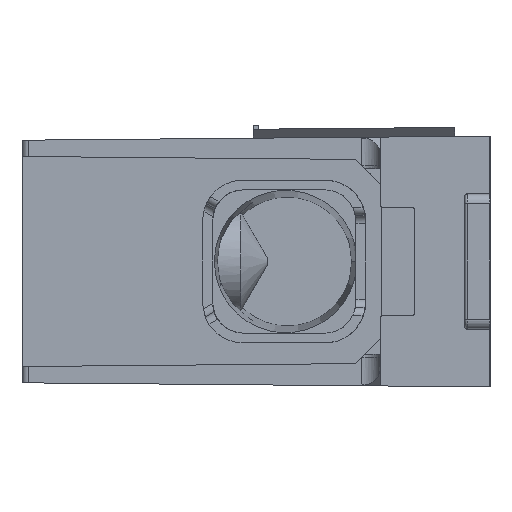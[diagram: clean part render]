
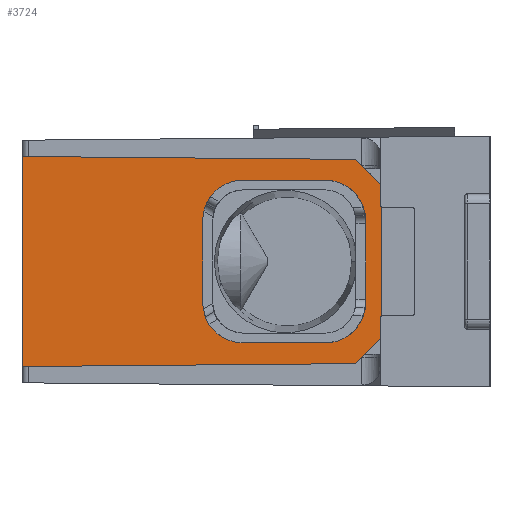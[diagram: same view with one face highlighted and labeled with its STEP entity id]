
A CAD part, left-side view. The second image highlights one B-rep face of the part: STEP entity #3724.
In plain terms, the highlighted planar face has unit normal (-1, 0.009, 0).
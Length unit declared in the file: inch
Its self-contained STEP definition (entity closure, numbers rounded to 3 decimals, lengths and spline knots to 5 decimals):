
#21 = PLANE ( 'NONE',  #7246 ) ;
#81 = CARTESIAN_POINT ( 'NONE',  ( -1.4327, 1.76257, -0.25 ) ) ;
#82 = DIRECTION ( 'NONE',  ( -0.009, -1., 0. ) ) ;
#91 = DIRECTION ( 'NONE',  ( 0.006, 0.707, 0.707 ) ) ;
#92 = CARTESIAN_POINT ( 'NONE',  ( -1.43185, 1.85955, 1.66099 ) ) ;
#93 = DIRECTION ( 'NONE',  ( 0.009, 1., -0.009 ) ) ;
#94 = CARTESIAN_POINT ( 'NONE',  ( -1.44228, 0.66424, -0.62564 ) ) ;
#160 = DIRECTION ( 'NONE',  ( 0., 0., -1. ) ) ;
#175 = DIRECTION ( 'NONE',  ( 0.009, 1., 0. ) ) ;
#176 = DIRECTION ( 'NONE',  ( -1., 0.009, 0. ) ) ;
#177 = CARTESIAN_POINT ( 'NONE',  ( -1.43488, 1.51258, 0.25 ) ) ;
#198 = DIRECTION ( 'NONE',  ( 0.009, 1., 0. ) ) ;
#200 = CARTESIAN_POINT ( 'NONE',  ( -1.43488, 1.51258, 0.5 ) ) ;
#201 = DIRECTION ( 'NONE',  ( -0.009, -1., 0. ) ) ;
#202 = CARTESIAN_POINT ( 'NONE',  ( -1.43924, 1.0126, -0.25 ) ) ;
#203 = DIRECTION ( 'NONE',  ( -1., 0.009, 0. ) ) ;
#204 = CARTESIAN_POINT ( 'NONE',  ( -1.43488, 1.51258, -0.5 ) ) ;
#205 = DIRECTION ( 'NONE',  ( -0.009, -1., 0. ) ) ;
#206 = DIRECTION ( 'NONE',  ( -1., 0.009, 0. ) ) ;
#207 = CARTESIAN_POINT ( 'NONE',  ( -1.43924, 1.0126, 0.25 ) ) ;
#210 = DIRECTION ( 'NONE',  ( -1., 0.009, 0. ) ) ;
#211 = DIRECTION ( 'NONE',  ( -0.009, -1., 0. ) ) ;
#223 = CARTESIAN_POINT ( 'NONE',  ( -1.43488, 1.51258, -0.25 ) ) ;
#227 = CARTESIAN_POINT ( 'NONE',  ( -1.44142, 0.76261, -0.25 ) ) ;
#228 = DIRECTION ( 'NONE',  ( 0., 0., 1. ) ) ;
#229 = DIRECTION ( 'NONE',  ( 0., 0., -1. ) ) ;
#230 = CARTESIAN_POINT ( 'NONE',  ( -1.44228, 0.66424, 0.62564 ) ) ;
#241 = DIRECTION ( 'NONE',  ( -0.006, -0.701, 0.713 ) ) ;
#243 = CARTESIAN_POINT ( 'NONE',  ( -1.43764, 1.19613, -1.0055 ) ) ;
#292 = DIRECTION ( 'NONE',  ( -0.009, -1., -0.009 ) ) ;
#293 = CARTESIAN_POINT ( 'NONE',  ( -1.42298, 2.87556, 0.64494 ) ) ;
#977 = CARTESIAN_POINT ( 'NONE',  ( -1.423, 2.874, 0.77 ) ) ;
#978 = DIRECTION ( 'NONE',  ( 0., 0., 1. ) ) ;
#1353 = CARTESIAN_POINT ( 'NONE',  ( -1.423, 2.874, 0.64493 ) ) ;
#1448 = CARTESIAN_POINT ( 'NONE',  ( -1.423, 2.874, -0.64493 ) ) ;
#2490 = DIRECTION ( 'NONE',  ( -1., 0.009, 0. ) ) ;
#2491 = DIRECTION ( 'NONE',  ( 0.009, 1., 0. ) ) ;
#2724 = CARTESIAN_POINT ( 'NONE',  ( -1.44142, 0.76261, 0.25 ) ) ;
#2736 = CARTESIAN_POINT ( 'NONE',  ( -1.44142, 0.76261, -0.25 ) ) ;
#2818 = CARTESIAN_POINT ( 'NONE',  ( -1.43488, 1.51258, -0.5 ) ) ;
#2819 = CARTESIAN_POINT ( 'NONE',  ( -1.43924, 1.0126, -0.5 ) ) ;
#2820 = CARTESIAN_POINT ( 'NONE',  ( -1.43488, 1.51258, 0.5 ) ) ;
#2821 = CARTESIAN_POINT ( 'NONE',  ( -1.44088, 0.82423, -0.62704 ) ) ;
#2822 = CARTESIAN_POINT ( 'NONE',  ( -1.43924, 1.0126, 0.5 ) ) ;
#2825 = CARTESIAN_POINT ( 'NONE',  ( -1.44087, 0.82564, 0.62705 ) ) ;
#2826 = CARTESIAN_POINT ( 'NONE',  ( -1.44228, 0.66424, -0.46422 ) ) ;
#2827 = CARTESIAN_POINT ( 'NONE',  ( -1.44228, 0.66424, 0.46564 ) ) ;
#2844 = CARTESIAN_POINT ( 'NONE',  ( -1.4327, 1.76257, -0.25 ) ) ;
#2847 = CARTESIAN_POINT ( 'NONE',  ( -1.4327, 1.76257, 0.25 ) ) ;
#3526 = EDGE_CURVE ( 'NONE', #4369, #4368, #6065, .T. ) ;
#3527 = EDGE_CURVE ( 'NONE', #4369, #4367, #6066, .T. ) ;
#3528 = EDGE_CURVE ( 'NONE', #4363, #5284, #6067, .T. ) ;
#3529 = EDGE_CURVE ( 'NONE', #5189, #4367, #6068, .T. ) ;
#3530 = EDGE_CURVE ( 'NONE', #4363, #4368, #6069, .T. ) ;
#3531 = EDGE_CURVE ( 'NONE', #4266, #4364, #8150, .T. ) ;
#3532 = EDGE_CURVE ( 'NONE', #4389, #4386, #6070, .T. ) ;
#3538 = EDGE_CURVE ( 'NONE', #4386, #4360, #8157, .T. ) ;
#3539 = EDGE_CURVE ( 'NONE', #4360, #4361, #6076, .T. ) ;
#3540 = EDGE_CURVE ( 'NONE', #4361, #4278, #8162, .T. ) ;
#3541 = EDGE_CURVE ( 'NONE', #4364, #4362, #6077, .T. ) ;
#3543 = EDGE_CURVE ( 'NONE', #4362, #4389, #8165, .T. ) ;
#3562 = EDGE_CURVE ( 'NONE', #4278, #4266, #6094, .T. ) ;
#3724 = ADVANCED_FACE ( 'NONE', ( #6210, #6211 ), #21, .T. ) ;
#3855 = VECTOR ( 'NONE', #978, 39.37008 ) ;
#4153 = EDGE_LOOP ( 'NONE', ( #4186, #4188, #4187, #4189, #4190, #4191 ) ) ;
#4154 = EDGE_LOOP ( 'NONE', ( #4192, #4194, #4193, #4195, #4197, #4196, #4198, #4199 ) ) ;
#4186 = ORIENTED_EDGE ( 'NONE', *, *, #3526, .F. ) ;
#4187 = ORIENTED_EDGE ( 'NONE', *, *, #3529, .F. ) ;
#4188 = ORIENTED_EDGE ( 'NONE', *, *, #3527, .T. ) ;
#4189 = ORIENTED_EDGE ( 'NONE', *, *, #4876, .F. ) ;
#4190 = ORIENTED_EDGE ( 'NONE', *, *, #3528, .F. ) ;
#4191 = ORIENTED_EDGE ( 'NONE', *, *, #3530, .T. ) ;
#4192 = ORIENTED_EDGE ( 'NONE', *, *, #3541, .F. ) ;
#4193 = ORIENTED_EDGE ( 'NONE', *, *, #3562, .F. ) ;
#4194 = ORIENTED_EDGE ( 'NONE', *, *, #3531, .F. ) ;
#4195 = ORIENTED_EDGE ( 'NONE', *, *, #3540, .F. ) ;
#4196 = ORIENTED_EDGE ( 'NONE', *, *, #3538, .F. ) ;
#4197 = ORIENTED_EDGE ( 'NONE', *, *, #3539, .F. ) ;
#4198 = ORIENTED_EDGE ( 'NONE', *, *, #3532, .F. ) ;
#4199 = ORIENTED_EDGE ( 'NONE', *, *, #3543, .F. ) ;
#4266 = VERTEX_POINT ( 'NONE', #2724 ) ;
#4278 = VERTEX_POINT ( 'NONE', #2736 ) ;
#4360 = VERTEX_POINT ( 'NONE', #2818 ) ;
#4361 = VERTEX_POINT ( 'NONE', #2819 ) ;
#4362 = VERTEX_POINT ( 'NONE', #2820 ) ;
#4363 = VERTEX_POINT ( 'NONE', #2821 ) ;
#4364 = VERTEX_POINT ( 'NONE', #2822 ) ;
#4367 = VERTEX_POINT ( 'NONE', #2825 ) ;
#4368 = VERTEX_POINT ( 'NONE', #2826 ) ;
#4369 = VERTEX_POINT ( 'NONE', #2827 ) ;
#4386 = VERTEX_POINT ( 'NONE', #2844 ) ;
#4389 = VERTEX_POINT ( 'NONE', #2847 ) ;
#4876 = EDGE_CURVE ( 'NONE', #5284, #5189, #6541, .T. ) ;
#5189 = VERTEX_POINT ( 'NONE', #1353 ) ;
#5284 = VERTEX_POINT ( 'NONE', #1448 ) ;
#6065 = LINE ( 'NONE', #230, #8147 ) ;
#6066 = LINE ( 'NONE', #92, #8148 ) ;
#6067 = LINE ( 'NONE', #94, #8149 ) ;
#6068 = LINE ( 'NONE', #293, #8151 ) ;
#6069 = LINE ( 'NONE', #243, #8152 ) ;
#6070 = LINE ( 'NONE', #81, #8154 ) ;
#6076 = LINE ( 'NONE', #204, #8133 ) ;
#6077 = LINE ( 'NONE', #200, #8164 ) ;
#6094 = LINE ( 'NONE', #227, #8189 ) ;
#6210 = FACE_OUTER_BOUND ( 'NONE', #4153, .T. ) ;
#6211 = FACE_BOUND ( 'NONE', #4154, .T. ) ;
#6541 = LINE ( 'NONE', #977, #3855 ) ;
#6866 = CARTESIAN_POINT ( 'NONE',  ( -1.42298, 2.87556, 0.64494 ) ) ;
#7246 = AXIS2_PLACEMENT_3D ( 'NONE', #6866, #2490, #2491 ) ;
#8133 = VECTOR ( 'NONE', #205, 39.37008 ) ;
#8147 = VECTOR ( 'NONE', #229, 39.37008 ) ;
#8148 = VECTOR ( 'NONE', #91, 39.37008 ) ;
#8149 = VECTOR ( 'NONE', #93, 39.37008 ) ;
#8150 = CIRCLE ( 'NONE', #8153, 0.25 ) ;
#8151 = VECTOR ( 'NONE', #292, 39.37008 ) ;
#8152 = VECTOR ( 'NONE', #241, 39.37008 ) ;
#8153 = AXIS2_PLACEMENT_3D ( 'NONE', #207, #206, #82 ) ;
#8154 = VECTOR ( 'NONE', #160, 39.37008 ) ;
#8157 = CIRCLE ( 'NONE', #8161, 0.25 ) ;
#8161 = AXIS2_PLACEMENT_3D ( 'NONE', #223, #210, #211 ) ;
#8162 = CIRCLE ( 'NONE', #8163, 0.25 ) ;
#8163 = AXIS2_PLACEMENT_3D ( 'NONE', #202, #203, #201 ) ;
#8164 = VECTOR ( 'NONE', #198, 39.37008 ) ;
#8165 = CIRCLE ( 'NONE', #8167, 0.25 ) ;
#8167 = AXIS2_PLACEMENT_3D ( 'NONE', #177, #176, #175 ) ;
#8189 = VECTOR ( 'NONE', #228, 39.37008 ) ;
